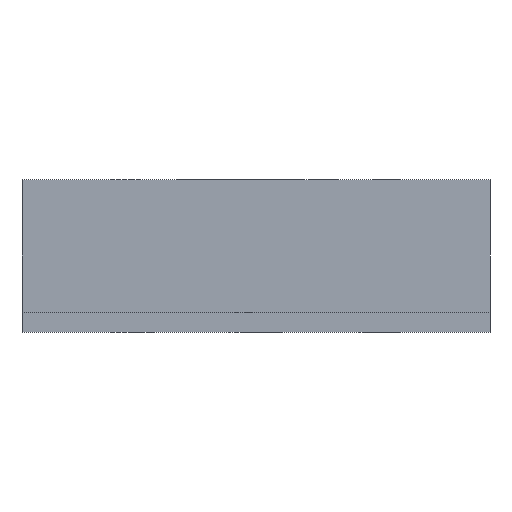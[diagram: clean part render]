
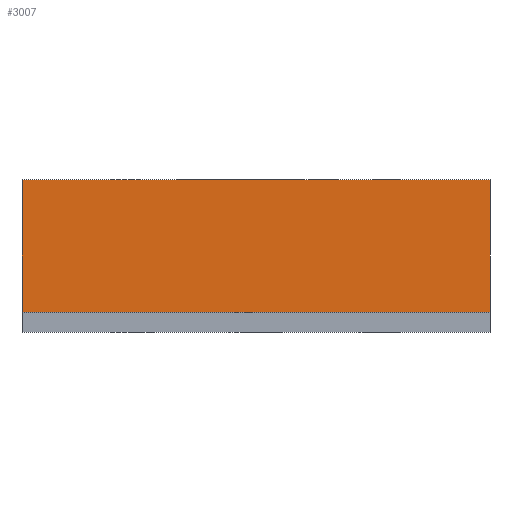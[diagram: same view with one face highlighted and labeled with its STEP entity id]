
A CAD part, front view. The second image highlights one B-rep face of the part: STEP entity #3007.
In plain terms, the highlighted planar face has unit normal (0, -1, 0).
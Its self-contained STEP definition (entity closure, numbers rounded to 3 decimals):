
#156=PLANE('',#3135);
#313=FACE_OUTER_BOUND('',#501,.T.);
#501=EDGE_LOOP('',(#2757,#2758,#2759,#2760));
#706=LINE('',#5576,#968);
#708=LINE('',#5597,#970);
#764=LINE('',#5753,#1026);
#765=LINE('',#5755,#1027);
#968=VECTOR('',#3440,10.);
#970=VECTOR('',#3462,10.);
#1026=VECTOR('',#3620,10.);
#1027=VECTOR('',#3623,10.);
#1407=VERTEX_POINT('',#5573);
#1408=VERTEX_POINT('',#5575);
#1416=VERTEX_POINT('',#5595);
#1417=VERTEX_POINT('',#5596);
#1814=EDGE_CURVE('',#1407,#1408,#706,.T.);
#1823=EDGE_CURVE('',#1416,#1417,#708,.T.);
#1902=EDGE_CURVE('',#1416,#1408,#764,.T.);
#1903=EDGE_CURVE('',#1417,#1407,#765,.T.);
#2757=ORIENTED_EDGE('',*,*,#1823,.F.);
#2758=ORIENTED_EDGE('',*,*,#1902,.T.);
#2759=ORIENTED_EDGE('',*,*,#1814,.F.);
#2760=ORIENTED_EDGE('',*,*,#1903,.F.);
#3007=ADVANCED_FACE('',(#313),#156,.T.);
#3135=AXIS2_PLACEMENT_3D('',#5754,#3621,#3622);
#3440=DIRECTION('',(1.,0.,0.));
#3462=DIRECTION('',(-1.,0.,0.));
#3620=DIRECTION('',(0.,0.,1.));
#3621=DIRECTION('center_axis',(0.,-1.,0.));
#3622=DIRECTION('ref_axis',(1.,0.,0.));
#3623=DIRECTION('',(0.,0.,1.));
#5573=CARTESIAN_POINT('',(-35.,-40.9,19.8));
#5575=CARTESIAN_POINT('',(35.,-40.9,19.8));
#5576=CARTESIAN_POINT('',(35.,-40.9,19.8));
#5595=CARTESIAN_POINT('',(35.,-40.9,0.));
#5596=CARTESIAN_POINT('',(-35.,-40.9,0.));
#5597=CARTESIAN_POINT('',(35.,-40.9,0.));
#5753=CARTESIAN_POINT('',(35.,-40.9,0.));
#5754=CARTESIAN_POINT('Origin',(-35.,-40.9,0.));
#5755=CARTESIAN_POINT('',(-35.,-40.9,0.));
